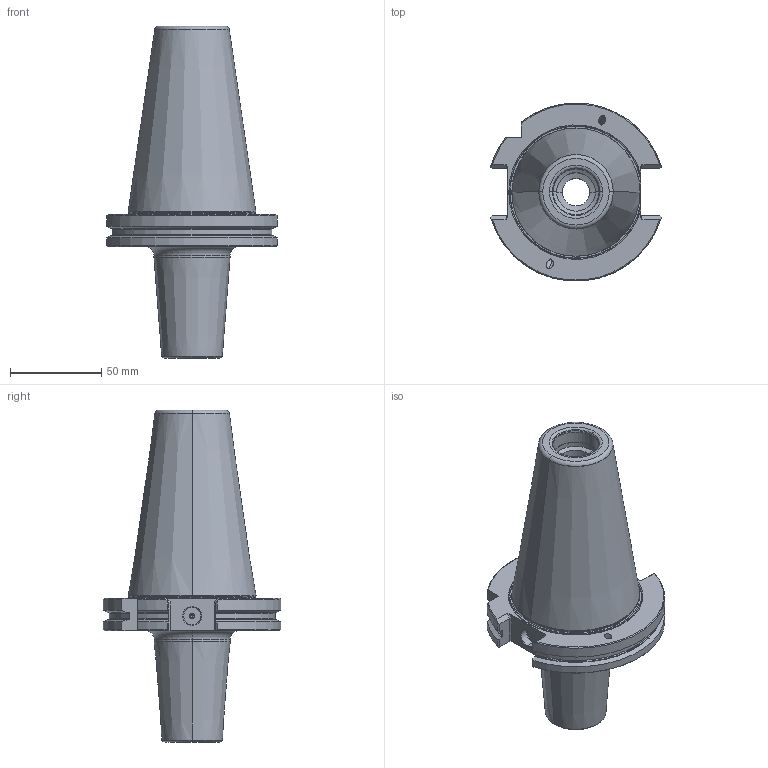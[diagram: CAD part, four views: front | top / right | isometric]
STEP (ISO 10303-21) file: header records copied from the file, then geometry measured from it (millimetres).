
FILE_DESCRIPTION(('no description'),'unknown implementation level');
FILE_NAME('254352C0-363E-419C-B903-625CF242465C_export.stp',' ',('CIMSOURCE GmbH'),('CADClick - KiM GmbH - www.kimweb.de'),'unknown preprocess','ACIS','unknown authorization');
FILE_SCHEMA(('automotive_design'));
Length unit declared in the file: millimetre
Products named in the file (1): NONE
Bounding box: 93.52 x 97.27 x 181.6 mm (x, y, z)
Volume: 375558.9 mm3; surface area: 55236.8 mm2
Topology: 1 solids, 1 shells, 177 faces, 429 edges, 264 vertices
Faces by surface type: cylinder 55, plane 50, cone 42, torus 30
Entity records: 10393 total; most frequent: CARTESIAN_POINT 1345, DIRECTION 898, STYLED_ITEM 869, PRESENTATION_STYLE_ASSIGNMENT 869, COLOUR_RGB 869, ORIENTED_EDGE 854, EDGE_CURVE 427, CURVE_STYLE 427
